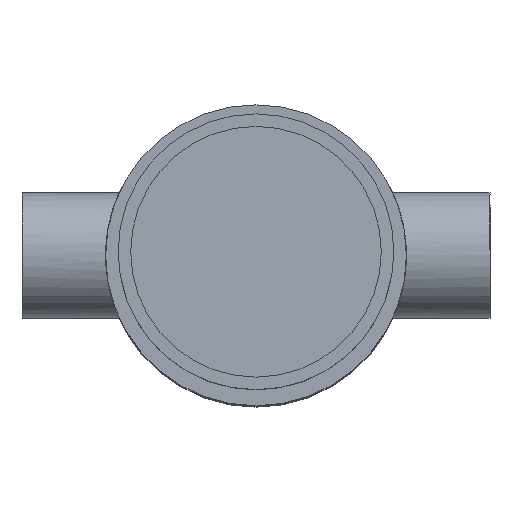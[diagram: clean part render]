
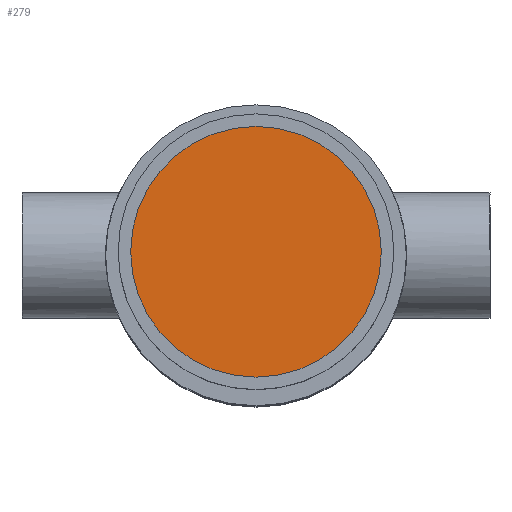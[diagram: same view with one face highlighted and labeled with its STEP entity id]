
A CAD part, top view. The second image highlights one B-rep face of the part: STEP entity #279.
In plain terms, the highlighted planar face has unit normal (0, 0, 1).
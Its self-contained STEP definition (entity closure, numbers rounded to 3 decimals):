
#31=PLANE('',#321);
#44=FACE_OUTER_BOUND('',#65,.T.);
#65=EDGE_LOOP('',(#197));
#115=CIRCLE('',#319,75.);
#133=VERTEX_POINT('',#453);
#157=EDGE_CURVE('',#133,#133,#115,.T.);
#197=ORIENTED_EDGE('',*,*,#157,.F.);
#279=ADVANCED_FACE('',(#44),#31,.T.);
#319=AXIS2_PLACEMENT_3D('',#454,#366,#367);
#321=AXIS2_PLACEMENT_3D('',#458,#371,#372);
#366=DIRECTION('center_axis',(0.,0.,-1.));
#367=DIRECTION('ref_axis',(0.,-1.,0.));
#371=DIRECTION('center_axis',(0.,0.,1.));
#372=DIRECTION('ref_axis',(1.,0.,0.));
#453=CARTESIAN_POINT('',(0.,75.,842.5));
#454=CARTESIAN_POINT('Origin',(0.,0.,
842.5));
#458=CARTESIAN_POINT('Origin',(0.,0.,842.5));
